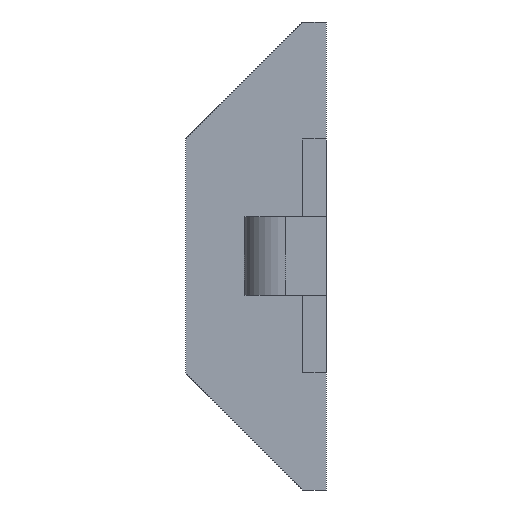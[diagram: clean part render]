
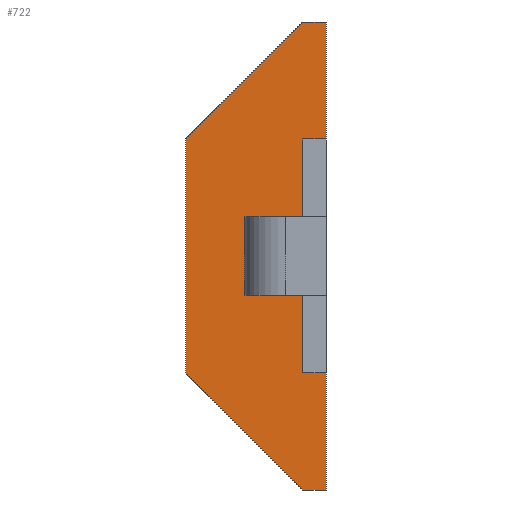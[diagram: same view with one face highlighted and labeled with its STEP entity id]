
A CAD part, left-side view. The second image highlights one B-rep face of the part: STEP entity #722.
In plain terms, the highlighted planar face has unit normal (-1, 0, 0).
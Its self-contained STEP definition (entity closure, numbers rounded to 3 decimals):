
#50=PLANE('',#798);
#87=FACE_OUTER_BOUND('',#132,.T.);
#132=EDGE_LOOP('',(#665,#666,#667,#668,#669,#670,#671,#672,#673,#674));
#136=LINE('',#1009,#219);
#140=LINE('',#1017,#223);
#143=LINE('',#1024,#226);
#147=LINE('',#1032,#230);
#155=LINE('',#1054,#238);
#200=LINE('',#1164,#283);
#203=LINE('',#1167,#286);
#209=LINE('',#1176,#292);
#215=LINE('',#1190,#298);
#216=LINE('',#1192,#299);
#219=VECTOR('',#822,10.);
#223=VECTOR('',#828,10.);
#226=VECTOR('',#833,10.);
#230=VECTOR('',#839,10.);
#238=VECTOR('',#855,10.);
#283=VECTOR('',#950,10.);
#286=VECTOR('',#953,10.);
#292=VECTOR('',#963,10.);
#298=VECTOR('',#985,10.);
#299=VECTOR('',#988,10.);
#320=VERTEX_POINT('',#1007);
#321=VERTEX_POINT('',#1008);
#324=VERTEX_POINT('',#1016);
#326=VERTEX_POINT('',#1022);
#327=VERTEX_POINT('',#1023);
#330=VERTEX_POINT('',#1031);
#339=VERTEX_POINT('',#1052);
#340=VERTEX_POINT('',#1053);
#380=VERTEX_POINT('',#1163);
#381=VERTEX_POINT('',#1174);
#388=EDGE_CURVE('',#320,#321,#136,.T.);
#392=EDGE_CURVE('',#321,#324,#140,.T.);
#395=EDGE_CURVE('',#326,#327,#143,.T.);
#399=EDGE_CURVE('',#327,#330,#147,.T.);
#409=EDGE_CURVE('',#339,#340,#155,.T.);
#464=EDGE_CURVE('',#330,#380,#200,.T.);
#467=EDGE_CURVE('',#340,#320,#203,.T.);
#473=EDGE_CURVE('',#381,#339,#209,.T.);
#479=EDGE_CURVE('',#326,#324,#215,.T.);
#480=EDGE_CURVE('',#380,#381,#216,.T.);
#665=ORIENTED_EDGE('',*,*,#479,.T.);
#666=ORIENTED_EDGE('',*,*,#392,.F.);
#667=ORIENTED_EDGE('',*,*,#388,.F.);
#668=ORIENTED_EDGE('',*,*,#467,.F.);
#669=ORIENTED_EDGE('',*,*,#409,.F.);
#670=ORIENTED_EDGE('',*,*,#473,.F.);
#671=ORIENTED_EDGE('',*,*,#480,.F.);
#672=ORIENTED_EDGE('',*,*,#464,.F.);
#673=ORIENTED_EDGE('',*,*,#399,.F.);
#674=ORIENTED_EDGE('',*,*,#395,.F.);
#722=ADVANCED_FACE('',(#87),#50,.T.);
#798=AXIS2_PLACEMENT_3D('',#1191,#986,#987);
#822=DIRECTION('',(0.,1.,0.));
#828=DIRECTION('',(0.,0.707,0.707));
#833=DIRECTION('',(0.,-0.707,0.707));
#839=DIRECTION('',(0.,-1.,0.));
#855=DIRECTION('',(0.,-1.,0.));
#950=DIRECTION('',(0.,0.,-1.));
#953=DIRECTION('',(0.,0.,-1.));
#963=DIRECTION('',(0.,0.,-1.));
#985=DIRECTION('',(0.,0.,-1.));
#986=DIRECTION('center_axis',(-1.,0.,0.));
#987=DIRECTION('ref_axis',(0.,1.,0.));
#988=DIRECTION('',(0.,1.,0.));
#1007=CARTESIAN_POINT('',(-2.5,0.,-15.));
#1008=CARTESIAN_POINT('',(-2.5,1.,-15.));
#1009=CARTESIAN_POINT('',(-2.5,2.,-15.));
#1016=CARTESIAN_POINT('',(-2.5,6.,-10.));
#1017=CARTESIAN_POINT('',(-2.5,6.5,-9.5));
#1022=CARTESIAN_POINT('',(-2.5,6.,0.));
#1023=CARTESIAN_POINT('',(-2.5,1.,5.));
#1024=CARTESIAN_POINT('',(-2.5,4.,2.));
#1031=CARTESIAN_POINT('',(-2.5,0.,5.));
#1032=CARTESIAN_POINT('',(-2.5,1.5,5.));
#1052=CARTESIAN_POINT('',(-2.5,1.,-10.));
#1053=CARTESIAN_POINT('',(-2.5,0.,-10.));
#1054=CARTESIAN_POINT('',(-2.5,2.188,-10.));
#1163=CARTESIAN_POINT('',(-2.5,0.,0.));
#1164=CARTESIAN_POINT('',(-2.5,0.,-2.5));
#1167=CARTESIAN_POINT('',(-2.5,0.,-10.));
#1174=CARTESIAN_POINT('',(-2.5,1.,0.));
#1176=CARTESIAN_POINT('',(-2.5,1.,0.));
#1190=CARTESIAN_POINT('',(-2.5,6.,0.));
#1191=CARTESIAN_POINT('Origin',(-2.5,1.,0.));
#1192=CARTESIAN_POINT('',(-2.5,2.188,0.));
